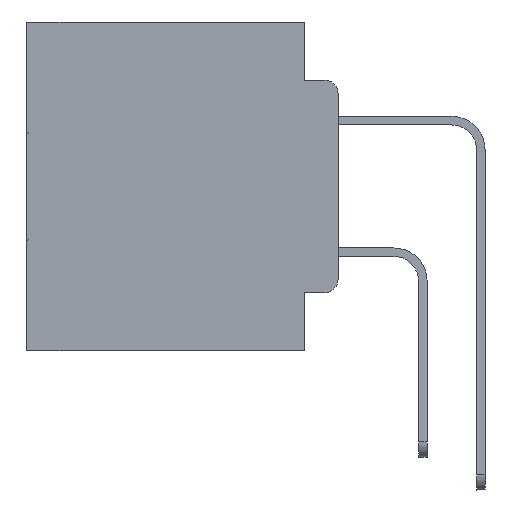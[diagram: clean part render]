
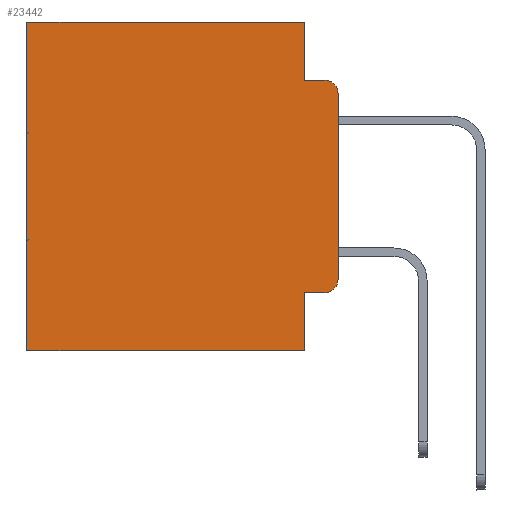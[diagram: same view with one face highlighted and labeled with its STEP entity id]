
A CAD part, left-side view. The second image highlights one B-rep face of the part: STEP entity #23442.
In plain terms, the highlighted planar face has unit normal (-1, 0, 0).
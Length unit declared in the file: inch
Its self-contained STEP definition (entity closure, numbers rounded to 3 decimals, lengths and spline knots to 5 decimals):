
#56 = LINE ( 'NONE', #10431, #14164 ) ;
#118 = CARTESIAN_POINT ( 'NONE',  ( 0.298, 0.051, -0.0885 ) ) ;
#361 = CARTESIAN_POINT ( 'NONE',  ( 0.298, 0.02, -0.0885 ) ) ;
#636 = VERTEX_POINT ( 'NONE', #4375 ) ;
#1331 = DIRECTION ( 'NONE',  ( 0., 0., -1. ) ) ;
#1462 = DIRECTION ( 'NONE',  ( 0., 1., 0. ) ) ;
#2054 = ORIENTED_EDGE ( 'NONE', *, *, #8181, .F. ) ;
#2446 = CARTESIAN_POINT ( 'NONE',  ( 0.298, 0.473, -0.5 ) ) ;
#2933 = ORIENTED_EDGE ( 'NONE', *, *, #29967, .T. ) ;
#4139 = ORIENTED_EDGE ( 'NONE', *, *, #18663, .F. ) ;
#4375 = CARTESIAN_POINT ( 'NONE',  ( 0.298, 0., -0.3915 ) ) ;
#4708 = VECTOR ( 'NONE', #21129, 39.37008 ) ;
#4767 = CIRCLE ( 'NONE', #23208, 0.02 ) ;
#5921 = EDGE_CURVE ( 'NONE', #11443, #23899, #27416, .T. ) ;
#6409 = LINE ( 'NONE', #18470, #4708 ) ;
#7619 = ORIENTED_EDGE ( 'NONE', *, *, #10346, .F. ) ;
#8181 = EDGE_CURVE ( 'NONE', #21825, #14218, #30883, .T. ) ;
#8835 = VERTEX_POINT ( 'NONE', #361 ) ;
#9001 = EDGE_CURVE ( 'NONE', #21825, #15102, #12487, .T. ) ;
#9795 = DIRECTION ( 'NONE',  ( -1., 0., 0. ) ) ;
#10072 = VERTEX_POINT ( 'NONE', #15606 ) ;
#10346 = EDGE_CURVE ( 'NONE', #14218, #32589, #33951, .T. ) ;
#10431 = CARTESIAN_POINT ( 'NONE',  ( 0.298, 0.051, 0. ) ) ;
#11443 = VERTEX_POINT ( 'NONE', #16657 ) ;
#11462 = CIRCLE ( 'NONE', #27113, 0.02 ) ;
#12272 = PLANE ( 'NONE',  #21808 ) ;
#12414 = EDGE_CURVE ( 'NONE', #11443, #24527, #56, .T. ) ;
#12487 = LINE ( 'NONE', #25592, #33235 ) ;
#13100 = ORIENTED_EDGE ( 'NONE', *, *, #12414, .F. ) ;
#13704 = DIRECTION ( 'NONE',  ( 0., -1., 0. ) ) ;
#13947 = CARTESIAN_POINT ( 'NONE',  ( 0.298, 0.051, -0.0885 ) ) ;
#14053 = VECTOR ( 'NONE', #1462, 39.37008 ) ;
#14164 = VECTOR ( 'NONE', #26254, 39.37008 ) ;
#14218 = VERTEX_POINT ( 'NONE', #18617 ) ;
#14614 = LINE ( 'NONE', #33015, #27719 ) ;
#14797 = CARTESIAN_POINT ( 'NONE',  ( 0.298, 0.051, -0.4115 ) ) ;
#14856 = DIRECTION ( 'NONE',  ( -1., 0., 0. ) ) ;
#14935 = DIRECTION ( 'NONE',  ( 1., 0., 0. ) ) ;
#15060 = EDGE_LOOP ( 'NONE', ( #22162, #16796, #4139, #13100, #34236, #19340, #7619, #2054, #16432, #2933 ) ) ;
#15102 = VERTEX_POINT ( 'NONE', #16935 ) ;
#15606 = CARTESIAN_POINT ( 'NONE',  ( 0.298, 0., -0.1085 ) ) ;
#16273 = VECTOR ( 'NONE', #20755, 39.37008 ) ;
#16432 = ORIENTED_EDGE ( 'NONE', *, *, #9001, .T. ) ;
#16657 = CARTESIAN_POINT ( 'NONE',  ( 0.298, 0.051, 0. ) ) ;
#16796 = ORIENTED_EDGE ( 'NONE', *, *, #28276, .T. ) ;
#16935 = CARTESIAN_POINT ( 'NONE',  ( 0.298, 0.02, -0.4115 ) ) ;
#17646 = CARTESIAN_POINT ( 'NONE',  ( 0.298, 0., -0.5 ) ) ;
#18470 = CARTESIAN_POINT ( 'NONE',  ( 0.298, 0., 0. ) ) ;
#18617 = CARTESIAN_POINT ( 'NONE',  ( 0.298, 0.051, -0.5 ) ) ;
#18663 = EDGE_CURVE ( 'NONE', #24527, #8835, #19498, .T. ) ;
#19340 = ORIENTED_EDGE ( 'NONE', *, *, #34125, .T. ) ;
#19498 = LINE ( 'NONE', #118, #32397 ) ;
#20755 = DIRECTION ( 'NONE',  ( 0., 0., -1. ) ) ;
#21129 = DIRECTION ( 'NONE',  ( 0., 0., -1. ) ) ;
#21808 = AXIS2_PLACEMENT_3D ( 'NONE', #22747, #14935, #33091 ) ;
#21825 = VERTEX_POINT ( 'NONE', #14797 ) ;
#22162 = ORIENTED_EDGE ( 'NONE', *, *, #27205, .F. ) ;
#22407 = FACE_OUTER_BOUND ( 'NONE', #15060, .T. ) ;
#22684 = CARTESIAN_POINT ( 'NONE',  ( 0.298, 0.051, 0. ) ) ;
#22747 = CARTESIAN_POINT ( 'NONE',  ( 0.298, 0., 0. ) ) ;
#23208 = AXIS2_PLACEMENT_3D ( 'NONE', #30418, #14856, #33005 ) ;
#23442 = ADVANCED_FACE ( 'NONE', ( #22407 ), #12272, .F. ) ;
#23899 = VERTEX_POINT ( 'NONE', #32176 ) ;
#24527 = VERTEX_POINT ( 'NONE', #13947 ) ;
#25592 = CARTESIAN_POINT ( 'NONE',  ( 0.298, 0.051, -0.4115 ) ) ;
#25649 = CARTESIAN_POINT ( 'NONE',  ( 0.298, 0.02, -0.1085 ) ) ;
#26254 = DIRECTION ( 'NONE',  ( 0., 0., -1. ) ) ;
#27113 = AXIS2_PLACEMENT_3D ( 'NONE', #25649, #9795, #28208 ) ;
#27205 = EDGE_CURVE ( 'NONE', #10072, #636, #6409, .T. ) ;
#27217 = CARTESIAN_POINT ( 'NONE',  ( 0.298, 0., 0. ) ) ;
#27416 = LINE ( 'NONE', #27217, #33395 ) ;
#27719 = VECTOR ( 'NONE', #1331, 39.37008 ) ;
#28150 = DIRECTION ( 'NONE',  ( 0., -1., 0. ) ) ;
#28208 = DIRECTION ( 'NONE',  ( 0., 0., -1. ) ) ;
#28276 = EDGE_CURVE ( 'NONE', #10072, #8835, #11462, .T. ) ;
#29876 = DIRECTION ( 'NONE',  ( 0., 1., 0. ) ) ;
#29967 = EDGE_CURVE ( 'NONE', #15102, #636, #4767, .T. ) ;
#30418 = CARTESIAN_POINT ( 'NONE',  ( 0.298, 0.02, -0.3915 ) ) ;
#30883 = LINE ( 'NONE', #22684, #16273 ) ;
#32176 = CARTESIAN_POINT ( 'NONE',  ( 0.298, 0.473, 0. ) ) ;
#32397 = VECTOR ( 'NONE', #13704, 39.37008 ) ;
#32589 = VERTEX_POINT ( 'NONE', #2446 ) ;
#33005 = DIRECTION ( 'NONE',  ( 0., 0., -1. ) ) ;
#33015 = CARTESIAN_POINT ( 'NONE',  ( 0.298, 0.473, 0. ) ) ;
#33091 = DIRECTION ( 'NONE',  ( 0., 0., -1. ) ) ;
#33235 = VECTOR ( 'NONE', #28150, 39.37008 ) ;
#33395 = VECTOR ( 'NONE', #29876, 39.37008 ) ;
#33951 = LINE ( 'NONE', #17646, #14053 ) ;
#34125 = EDGE_CURVE ( 'NONE', #23899, #32589, #14614, .T. ) ;
#34236 = ORIENTED_EDGE ( 'NONE', *, *, #5921, .T. ) ;
